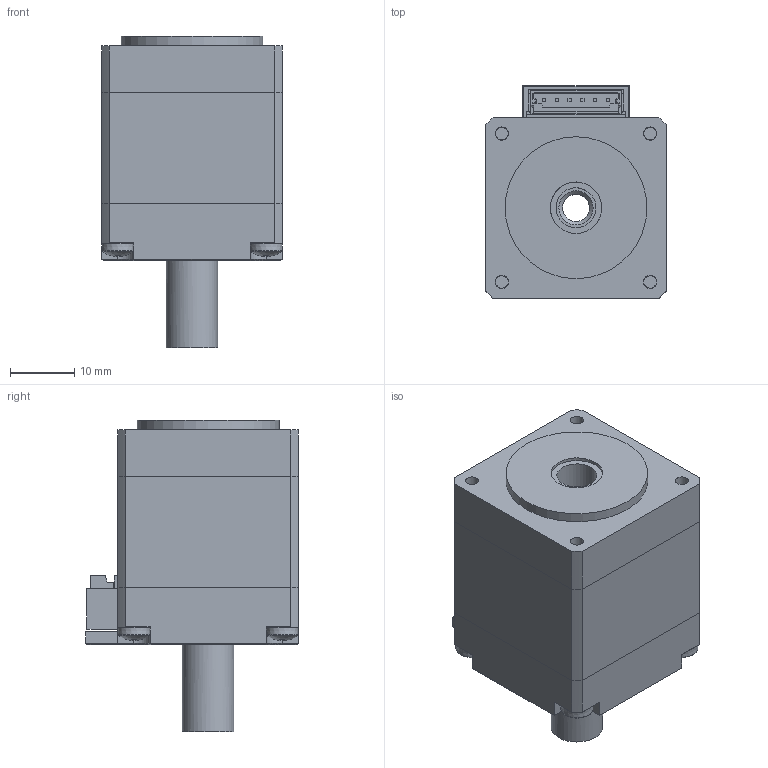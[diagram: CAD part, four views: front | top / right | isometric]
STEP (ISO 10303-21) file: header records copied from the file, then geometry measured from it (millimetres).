
FILE_DESCRIPTION((''),'2;1');
FILE_NAME('零件17.stp','2018-08-21T14:19:00',('tao.xu'),(''),'Autodesk Inventor 2013','Autodesk Inventor 2013','');
FILE_SCHEMA(('CONFIG_CONTROL_DESIGN'));
Length unit declared in the file: millimetre
Products named in the file (1): 零件17
Bounding box: 28 x 33 x 48.3 mm (x, y, z)
Volume: 26211.5 mm3; surface area: 8059.7 mm2
Topology: 2 solids, 3 shells, 446 faces, 1173 edges, 755 vertices
Faces by surface type: plane 324, cone 53, cylinder 45, torus 20, sphere 4
Full cylindrical faces by diameter (mm): 2.013 x2, 2.05 x4, 4.2 x1, 6.2 x2, 8 x3, 9 x1, 9.5 x1, 22 x1
Entity records: 14271 total; most frequent: CARTESIAN_POINT 3167, ORIENTED_EDGE 2238, DIRECTION 2102, EDGE_CURVE 1119, VECTOR 774, LINE 774, VERTEX_POINT 737, AXIS2_PLACEMENT_3D 664
